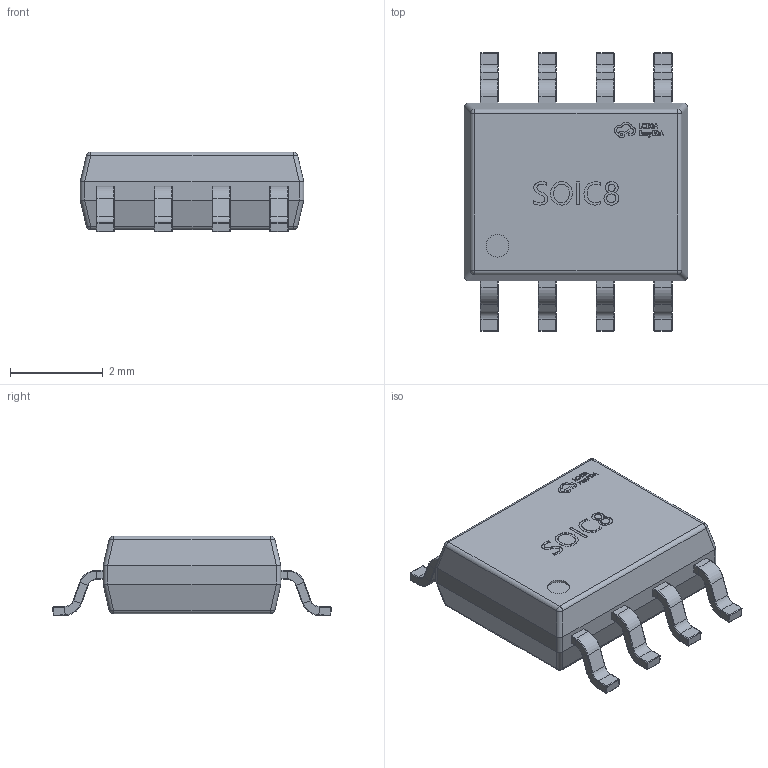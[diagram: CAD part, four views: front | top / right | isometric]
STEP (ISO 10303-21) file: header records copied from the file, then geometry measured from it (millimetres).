
FILE_DESCRIPTION(('FreeCAD Model'),'2;1');
FILE_NAME('Open CASCADE Shape Model','2023-11-06T15:32:47',('Author'),( ''),'Open CASCADE STEP processor 7.6','FreeCAD','Unknown');
FILE_SCHEMA(('AUTOMOTIVE_DESIGN { 1 0 10303 214 1 1 1 1 }'));
Length unit declared in the file: millimetre
Products named in the file (24): SOIC-8_L5.0-W4.0-P1.27-LS6.0-BL; COMPOUND023; COMPOUND001; COMPOUND002; COMPOUND003; COMPOUND004; COMPOUND005; COMPOUND006; COMPOUND007; COMPOUND008; COMPOUND009; COMPOUND010; COMPOUND011; COMPOUND012; COMPOUND013; COMPOUND014; COMPOUND015; COMPOUND016; COMPOUND017; COMPOUND018; COMPOUND019; COMPOUND020; COMPOUND021; COMPOUND022
Assembly tree (23 placements, depth 3):
  SOIC-8_L5.0-W4.0-P1.27-LS6.0-BL
    COMPOUND023
      COMPOUND001
      COMPOUND002
      COMPOUND003
      COMPOUND004
      COMPOUND005
      COMPOUND006
      COMPOUND007
      COMPOUND008
      COMPOUND009
      COMPOUND010
      COMPOUND011
      COMPOUND012
      COMPOUND013
      COMPOUND014
      COMPOUND015
      COMPOUND016
      COMPOUND017
      COMPOUND018
      COMPOUND019
      COMPOUND020
      COMPOUND021
      COMPOUND022
Bounding box: 4.82 x 6 x 1.72 mm (x, y, z)
Volume: 30.1 mm3; surface area: 75.3 mm2
Topology: 22 solids, 22 shells, 811 faces, 1893 edges, 1126 vertices
Faces by surface type: plane 353, cylinder 190, bspline 156, torus 64, sphere 48
Entity records: 28115 total; most frequent: CARTESIAN_POINT 8890, ORIENTED_EDGE 3754, DIRECTION 3347, EDGE_CURVE 1877, AXIS2_PLACEMENT_3D 1131, VERTEX_POINT 1126, LINE 1085, VECTOR 1085
